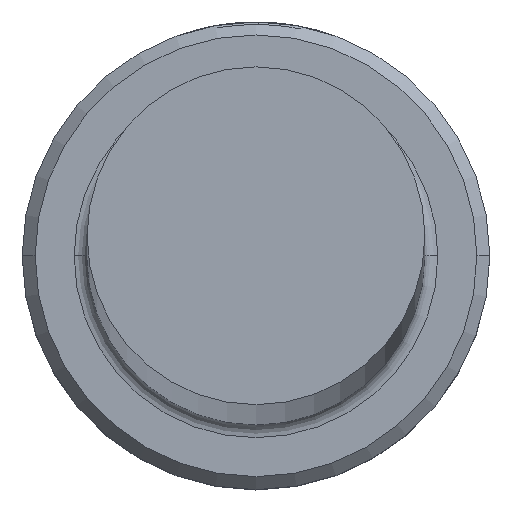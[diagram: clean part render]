
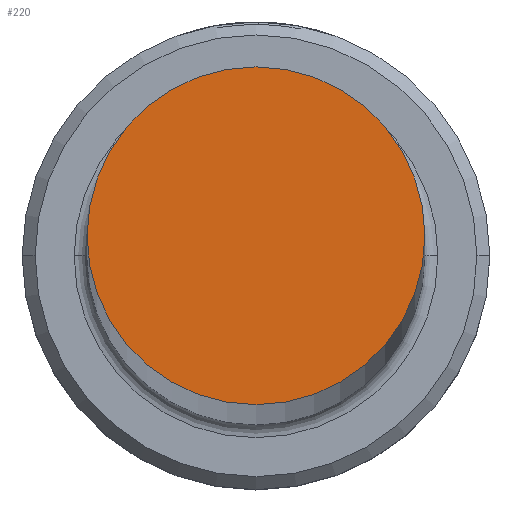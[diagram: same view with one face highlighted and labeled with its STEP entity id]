
A CAD part, top view. The second image highlights one B-rep face of the part: STEP entity #220.
In plain terms, the highlighted planar face has unit normal (0, 0, 1).
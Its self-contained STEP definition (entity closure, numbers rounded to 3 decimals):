
#9 = AXIS2_PLACEMENT_3D ( 'NONE', #114, #1188, #1180 ) ;
#103 = VERTEX_POINT ( 'NONE', #856 ) ;
#108 = ORIENTED_EDGE ( 'NONE', *, *, #1142, .T. ) ;
#114 = CARTESIAN_POINT ( 'NONE',  ( 0., 0., 450. ) ) ;
#220 = ADVANCED_FACE ( 'NONE', ( #272 ), #557, .T. ) ;
#248 = DIRECTION ( 'NONE',  ( 0., 0., 1. ) ) ;
#272 = FACE_OUTER_BOUND ( 'NONE', #721, .T. ) ;
#378 = ORIENTED_EDGE ( 'NONE', *, *, #626, .T. ) ;
#509 = DIRECTION ( 'NONE',  ( 1., 0., 0. ) ) ;
#513 = DIRECTION ( 'NONE',  ( 0., 0., 1. ) ) ;
#557 = PLANE ( 'NONE',  #1124 ) ;
#588 = VERTEX_POINT ( 'NONE', #1025 ) ;
#603 = CARTESIAN_POINT ( 'NONE',  ( 0., 0., 450. ) ) ;
#626 = EDGE_CURVE ( 'NONE', #588, #103, #632, .T. ) ;
#632 = CIRCLE ( 'NONE', #9, 6.5 ) ;
#675 = AXIS2_PLACEMENT_3D ( 'NONE', #814, #248, #911 ) ;
#721 = EDGE_LOOP ( 'NONE', ( #378, #108 ) ) ;
#814 = CARTESIAN_POINT ( 'NONE',  ( 0., 0., 450. ) ) ;
#856 = CARTESIAN_POINT ( 'NONE',  ( 6.5, 0., 450. ) ) ;
#911 = DIRECTION ( 'NONE',  ( 1., 0., 0. ) ) ;
#1025 = CARTESIAN_POINT ( 'NONE',  ( -6.5, 0., 450. ) ) ;
#1124 = AXIS2_PLACEMENT_3D ( 'NONE', #603, #513, #509 ) ;
#1142 = EDGE_CURVE ( 'NONE', #103, #588, #1149, .T. ) ;
#1149 = CIRCLE ( 'NONE', #675, 6.5 ) ;
#1180 = DIRECTION ( 'NONE',  ( 1., 0., 0. ) ) ;
#1188 = DIRECTION ( 'NONE',  ( 0., 0., 1. ) ) ;
